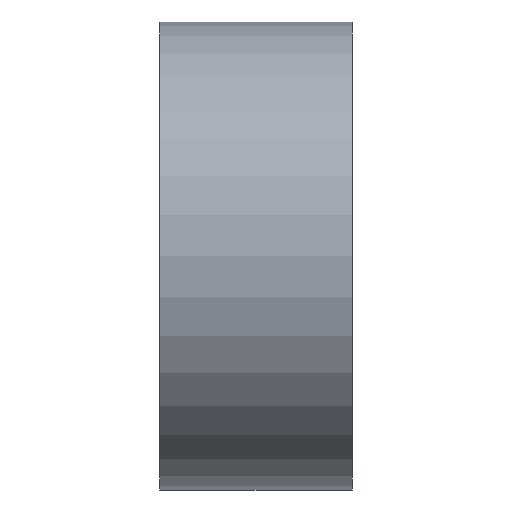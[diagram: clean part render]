
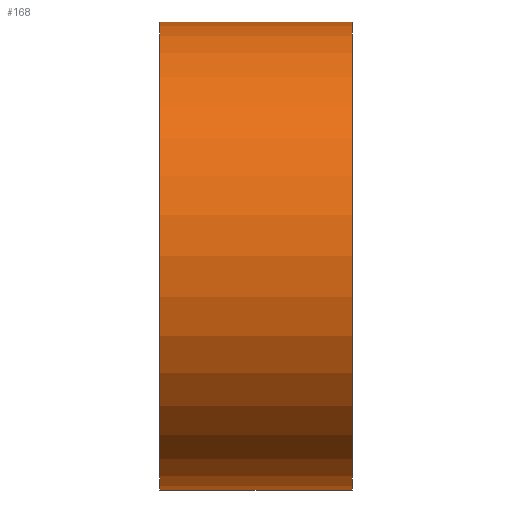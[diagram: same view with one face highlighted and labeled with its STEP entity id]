
A CAD part, front view. The second image highlights one B-rep face of the part: STEP entity #168.
In plain terms, the highlighted cylindrical face has radius 8.5 mm (diameter 17 mm), a partial arc.
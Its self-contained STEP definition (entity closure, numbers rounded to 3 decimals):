
#1 = VECTOR ( 'NONE', #176, 1000. ) ;
#12 = DIRECTION ( 'NONE',  ( 0., 0., -1. ) ) ;
#14 = CARTESIAN_POINT ( 'NONE',  ( 7., 0., -8.5 ) ) ;
#32 = EDGE_CURVE ( 'NONE', #155, #38, #247, .T. ) ;
#34 = CIRCLE ( 'NONE', #185, 8.5 ) ;
#38 = VERTEX_POINT ( 'NONE', #175 ) ;
#46 = DIRECTION ( 'NONE',  ( -1., 0., 0. ) ) ;
#60 = LINE ( 'NONE', #14, #361 ) ;
#96 = CIRCLE ( 'NONE', #353, 8.5 ) ;
#106 = CARTESIAN_POINT ( 'NONE',  ( 7., 0., 8.5 ) ) ;
#126 = EDGE_CURVE ( 'NONE', #38, #441, #96, .T. ) ;
#150 = DIRECTION ( 'NONE',  ( 1., 0., 0. ) ) ;
#154 = AXIS2_PLACEMENT_3D ( 'NONE', #322, #46, #425 ) ;
#155 = VERTEX_POINT ( 'NONE', #218 ) ;
#160 = VERTEX_POINT ( 'NONE', #393 ) ;
#168 = ADVANCED_FACE ( 'NONE', ( #225 ), #257, .T. ) ;
#175 = CARTESIAN_POINT ( 'NONE',  ( 0., 0., 8.5 ) ) ;
#176 = DIRECTION ( 'NONE',  ( -1., 0., 0. ) ) ;
#185 = AXIS2_PLACEMENT_3D ( 'NONE', #200, #227, #402 ) ;
#200 = CARTESIAN_POINT ( 'NONE',  ( 7., 0., 0. ) ) ;
#211 = ORIENTED_EDGE ( 'NONE', *, *, #32, .T. ) ;
#218 = CARTESIAN_POINT ( 'NONE',  ( 7., 0., 8.5 ) ) ;
#225 = FACE_OUTER_BOUND ( 'NONE', #235, .T. ) ;
#227 = DIRECTION ( 'NONE',  ( 1., 0., 0. ) ) ;
#235 = EDGE_LOOP ( 'NONE', ( #308, #418, #211, #317 ) ) ;
#247 = LINE ( 'NONE', #106, #1 ) ;
#257 = CYLINDRICAL_SURFACE ( 'NONE', #154, 8.5 ) ;
#284 = CARTESIAN_POINT ( 'NONE',  ( 0., 0., -8.5 ) ) ;
#296 = DIRECTION ( 'NONE',  ( -1., 0., 0. ) ) ;
#308 = ORIENTED_EDGE ( 'NONE', *, *, #390, .F. ) ;
#317 = ORIENTED_EDGE ( 'NONE', *, *, #126, .T. ) ;
#322 = CARTESIAN_POINT ( 'NONE',  ( 7., 0., 0. ) ) ;
#353 = AXIS2_PLACEMENT_3D ( 'NONE', #356, #150, #12 ) ;
#356 = CARTESIAN_POINT ( 'NONE',  ( 0., 0., 0. ) ) ;
#361 = VECTOR ( 'NONE', #296, 1000. ) ;
#370 = EDGE_CURVE ( 'NONE', #155, #160, #34, .T. ) ;
#390 = EDGE_CURVE ( 'NONE', #160, #441, #60, .T. ) ;
#393 = CARTESIAN_POINT ( 'NONE',  ( 7., 0., -8.5 ) ) ;
#402 = DIRECTION ( 'NONE',  ( 0., 0., -1. ) ) ;
#418 = ORIENTED_EDGE ( 'NONE', *, *, #370, .F. ) ;
#425 = DIRECTION ( 'NONE',  ( 0., 0., 1. ) ) ;
#441 = VERTEX_POINT ( 'NONE', #284 ) ;
